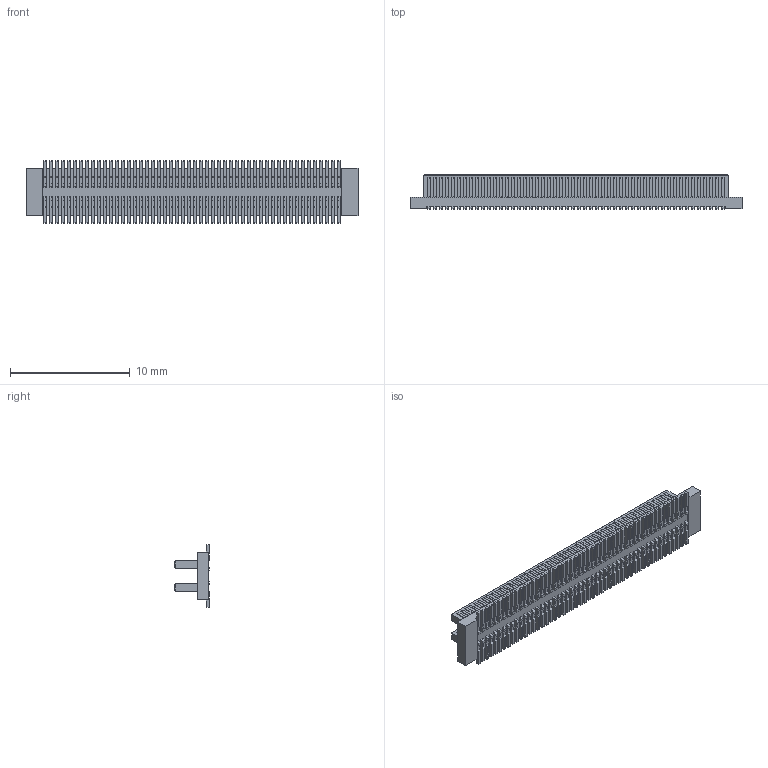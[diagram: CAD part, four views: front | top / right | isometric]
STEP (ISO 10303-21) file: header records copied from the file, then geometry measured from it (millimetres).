
FILE_DESCRIPTION((''),'2;1');
FILE_NAME('ASM0012_ASM','2025-11-26T',('工程三'),(''),'PRO/ENGINEER BY PARAMETRIC TECHNOLOGY CORPORATION, 2010280','PRO/ENGINEER BY PARAMETRIC TECHNOLOGY CORPORATION, 2010280','');
FILE_SCHEMA(('CONFIG_CONTROL_DESIGN'));
Products named in the file (1): ASM0012_ASM
Bounding box: 27.7 x 2.9 x 5.2 mm (x, y, z)
Volume: 157.7 mm3; surface area: 835.4 mm2
Topology: 1 solids, 1 shells, 4528 faces, 12964 edges, 8440 vertices
Faces by surface type: plane 3528, cylinder 1000
Entity records: 145902 total; most frequent: CARTESIAN_POINT 25932, ORIENTED_EDGE 25928, DIRECTION 24020, EDGE_CURVE 12964, VECTOR 10964, LINE 10964, VERTEX_POINT 8440, AXIS2_PLACEMENT_3D 6528
